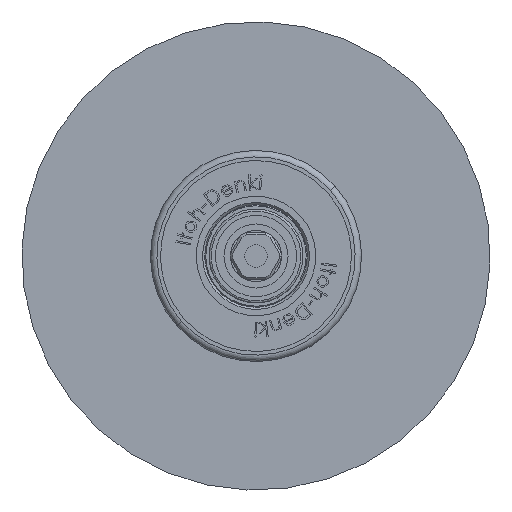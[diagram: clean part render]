
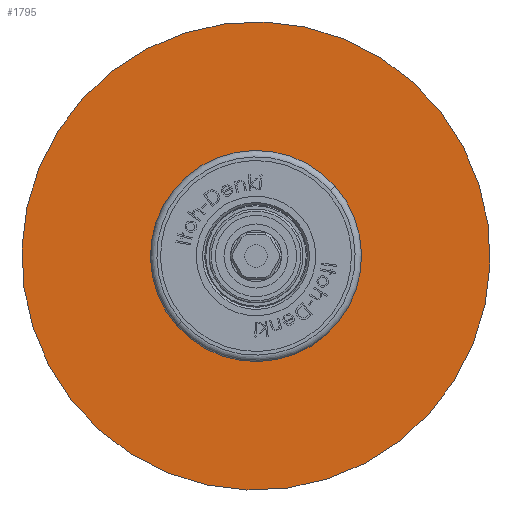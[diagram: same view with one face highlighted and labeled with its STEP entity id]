
A CAD part, left-side view. The second image highlights one B-rep face of the part: STEP entity #1795.
In plain terms, the highlighted planar face has unit normal (-1, 0, 0).
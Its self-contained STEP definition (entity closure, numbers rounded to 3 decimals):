
#310 = DIRECTION ( 'NONE',  ( -1., 0., 0. ) ) ;
#815 = AXIS2_PLACEMENT_3D ( 'NONE', #4690, #4766, #7239 ) ;
#1795 = ADVANCED_FACE ( 'R�duction de d�tails2_39', ( #9482, #4452 ), #6935, .F. ) ;
#1882 = EDGE_CURVE ( 'R�duction de d�tails2_40+R�duction de d�tails2_39+R�duction de d�tails2_39+R�duction de d�tails2_39', #5150, #10309, #14942, .T. ) ;
#2012 = AXIS2_PLACEMENT_3D ( 'NONE', #2432, #7152, #15418 ) ;
#2432 = CARTESIAN_POINT ( 'NONE',  ( 22., 50.735, 20.713 ) ) ;
#3086 = ORIENTED_EDGE ( 'NONE', *, *, #6682, .F. ) ;
#3661 = VERTEX_POINT ( 'NONE', #13196 ) ;
#4452 = FACE_OUTER_BOUND ( 'NONE', #13775, .T. ) ;
#4612 = DIRECTION ( 'NONE',  ( 0., 0.378, -0.926 ) ) ;
#4690 = CARTESIAN_POINT ( 'NONE',  ( 22., 0., 0. ) ) ;
#4766 = DIRECTION ( 'NONE',  ( 1., 0., 0. ) ) ;
#5150 = VERTEX_POINT ( 'NONE', #13819 ) ;
#5151 = EDGE_CURVE ( 'R�duction de d�tails2_49+R�duction de d�tails2_39+R�duction de d�tails2_39+R�duction de d�tails2_39', #3661, #9034, #10390, .T. ) ;
#5735 = CARTESIAN_POINT ( 'NONE',  ( 22., 0., 0. ) ) ;
#5801 = EDGE_LOOP ( 'NONE', ( #9423, #3086 ) ) ;
#6045 = CARTESIAN_POINT ( 'NONE',  ( 22., 20.713, -50.735 ) ) ;
#6055 = CIRCLE ( 'NONE', #815, 54.8 ) ;
#6682 = EDGE_CURVE ( 'R�duction de d�tails2_49+R�duction de d�tails2_39+R�duction de d�tails2_39+R�duction de d�tails2_39', #9034, #3661, #6986, .T. ) ;
#6935 = PLANE ( 'NONE',  #2012 ) ;
#6986 = CIRCLE ( 'NONE', #12706, 24.7 ) ;
#7152 = DIRECTION ( 'NONE',  ( 1., 0., 0. ) ) ;
#7239 = DIRECTION ( 'NONE',  ( 0., 0.378, -0.926 ) ) ;
#8021 = CARTESIAN_POINT ( 'NONE',  ( 22., 0., 0. ) ) ;
#8528 = CARTESIAN_POINT ( 'NONE',  ( 22., -18.514, 16.35 ) ) ;
#8793 = CARTESIAN_POINT ( 'NONE',  ( 22., 0., 0. ) ) ;
#9034 = VERTEX_POINT ( 'NONE', #8528 ) ;
#9252 = DIRECTION ( 'NONE',  ( 1., 0., 0. ) ) ;
#9423 = ORIENTED_EDGE ( 'NONE', *, *, #5151, .F. ) ;
#9482 = FACE_BOUND ( 'NONE', #5801, .T. ) ;
#9645 = EDGE_CURVE ( 'R�duction de d�tails2_40+R�duction de d�tails2_39+R�duction de d�tails2_39+R�duction de d�tails2_39', #10309, #5150, #6055, .T. ) ;
#10309 = VERTEX_POINT ( 'NONE', #6045 ) ;
#10390 = CIRCLE ( 'NONE', #14626, 24.7 ) ;
#12198 = AXIS2_PLACEMENT_3D ( 'NONE', #8021, #9252, #4612 ) ;
#12706 = AXIS2_PLACEMENT_3D ( 'NONE', #8793, #310, #14723 ) ;
#12809 = DIRECTION ( 'NONE',  ( -1., 0., 0. ) ) ;
#12878 = DIRECTION ( 'NONE',  ( 0., 1., 0. ) ) ;
#13196 = CARTESIAN_POINT ( 'NONE',  ( 22., 18.514, -16.35 ) ) ;
#13775 = EDGE_LOOP ( 'NONE', ( #14145, #15396 ) ) ;
#13819 = CARTESIAN_POINT ( 'NONE',  ( 22., -20.713, 50.735 ) ) ;
#14145 = ORIENTED_EDGE ( 'NONE', *, *, #1882, .F. ) ;
#14626 = AXIS2_PLACEMENT_3D ( 'NONE', #5735, #12809, #12878 ) ;
#14723 = DIRECTION ( 'NONE',  ( 0., 1., 0. ) ) ;
#14942 = CIRCLE ( 'NONE', #12198, 54.8 ) ;
#15396 = ORIENTED_EDGE ( 'NONE', *, *, #9645, .F. ) ;
#15418 = DIRECTION ( 'NONE',  ( 0., 0.378, -0.926 ) ) ;
